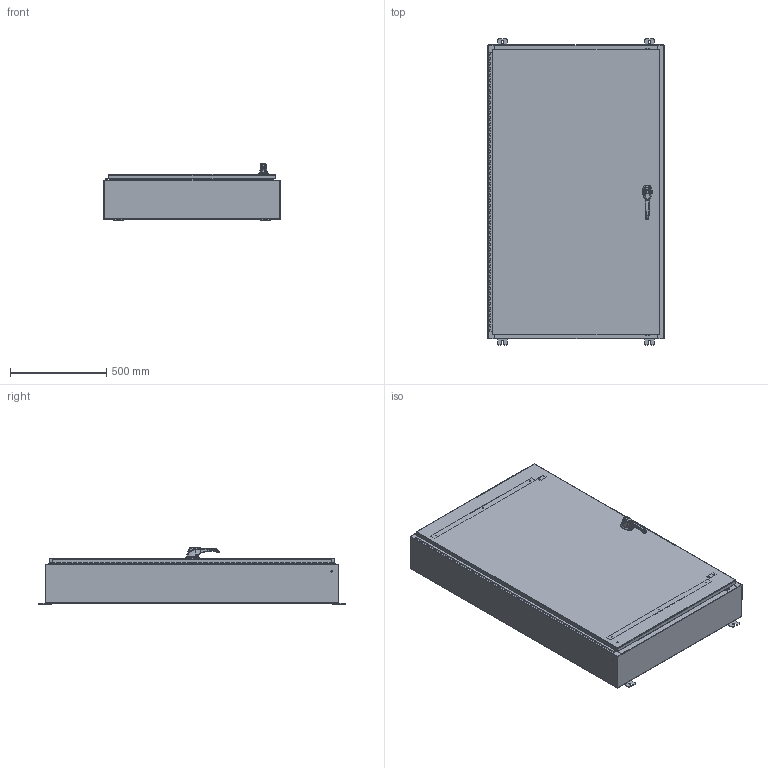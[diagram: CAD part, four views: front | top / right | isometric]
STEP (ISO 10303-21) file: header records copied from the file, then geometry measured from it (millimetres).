
FILE_DESCRIPTION (( 'STEP AP203' ), '1' );
FILE_NAME ('N60H3608SS6WP3PT.STEP', '2014-03-17T20:19:04', ( 'changeme' ), ( 'Microsoft' ), 'SwSTEP 2.0', 'SolidWorks 2013', '' );
FILE_SCHEMA (( 'CONFIG_CONTROL_DESIGN' ));
Length unit declared in the file: inch
Products named in the file (31): N60H3608SS6WP3PT Hinge Enclosure Side2; N60H3608SS6WP3PT Body; 2616310101; 297026; N60H3608SS6WP3PT Hinge Cover Side; N60H3608SS6WP3PT Bottom; 00005310_26163101; 21130102; N60H3608SS6WP3PT 125 Pin Hinge; N60H3608SS6WP3PT Top; 022151; 00005090; N60H3608SS6WP3PT Mounting Feet; N60H3608SS6WP3PT; N60H3608SS6WP3PT 263033_Industrilas; g26103103_26163303; Quarter-20 CD Stud; N60H3608SS6WP3PT Defeater Handle - 3 - 2500-51 ZN; 033060_032151; N60H3608SS6WP3PT Enclosure Stiffener; NMP-SS-RODGUIDES; 297025; 10_30 CD Stud; N60H3608SS6WP3PT Backpanel; N60H3608SS6WP3PT Defeater Handle Rod; 012103_012102; N60H3608SS6WP3PT Defeater Handle Stiffener; N60H3608SS6WP3PT Mounting Studs; N60H3608SS6WP3PT Cover; 00005309_G26103101; 26161102
Assembly tree (55 placements, depth 4):
  N60H3608SS6WP3PT
    N60H3608SS6WP3PT Backpanel
    N60H3608SS6WP3PT Mounting Studs  x8
    N60H3608SS6WP3PT 125 Pin Hinge
      N60H3608SS6WP3PT Hinge Enclosure Side2
      N60H3608SS6WP3PT Hinge Cover Side
    N60H3608SS6WP3PT Mounting Feet  x4
    Quarter-20 CD Stud  x2
    N60H3608SS6WP3PT Enclosure Stiffener  x2
    10_30 CD Stud  x10
    N60H3608SS6WP3PT Defeater Handle Stiffener  x2
    N60H3608SS6WP3PT 263033_Industrilas
      26161102
      297026
      21130102
      00005090
      g26103103_26163303
      033060_032151  x2
      297025
      012103_012102
      00005310_26163101
        00005309_G26103101
        2616310101
      022151
    N60H3608SS6WP3PT Defeater Handle - 3 - 2500-51 ZN
    NMP-SS-RODGUIDES  x2
    N60H3608SS6WP3PT Defeater Handle Rod  x2
    N60H3608SS6WP3PT Cover
    N60H3608SS6WP3PT Body
    N60H3608SS6WP3PT Bottom
    N60H3608SS6WP3PT Top
Bounding box: 914.4 x 1587.5 x 291.97 mm (x, y, z)
Volume: 12147192.1 mm3; surface area: 11800269.3 mm2
Topology: 51 solids, 53 shells, 3688 faces, 9192 edges, 5652 vertices
Faces by surface type: plane 1453, cylinder 1449, bspline 349, cone 345, torus 92
Entity records: 143284 total; most frequent: CARTESIAN_POINT 63658, ORIENTED_EDGE 16334, DIRECTION 15193, EDGE_CURVE 8168, AXIS2_PLACEMENT_3D 5504, VERTEX_POINT 5042, VECTOR 4185, LINE 4185
